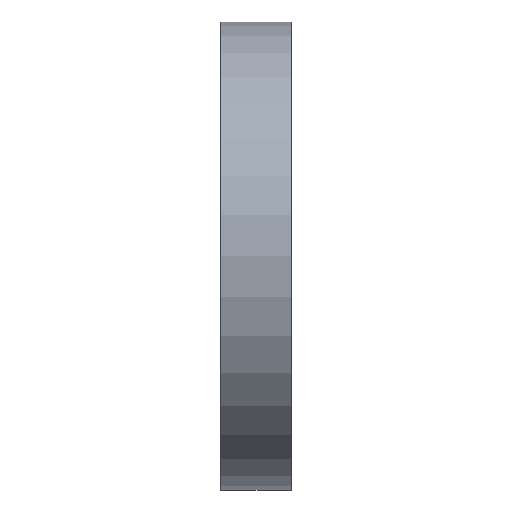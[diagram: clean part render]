
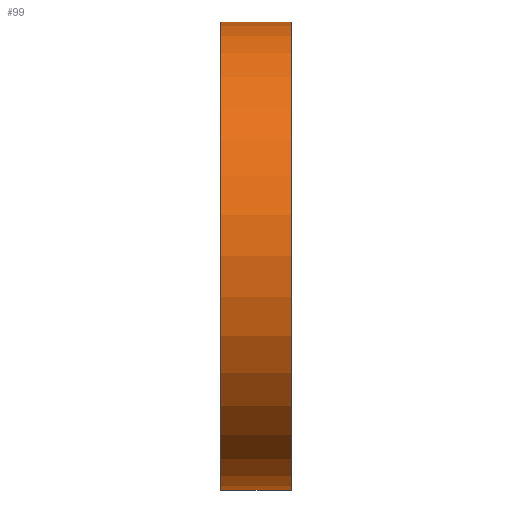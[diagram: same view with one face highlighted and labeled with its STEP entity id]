
A CAD part, left-side view. The second image highlights one B-rep face of the part: STEP entity #99.
In plain terms, the highlighted cylindrical face has radius 10 mm (diameter 20 mm), a partial arc.
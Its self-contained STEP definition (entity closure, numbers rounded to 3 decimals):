
#16 = EDGE_CURVE ( 'NONE', #144, #407, #190, .T. ) ;
#43 = CARTESIAN_POINT ( 'NONE',  ( 0., 0., -10. ) ) ;
#60 = CARTESIAN_POINT ( 'NONE',  ( 0., 3., 0. ) ) ;
#72 = CIRCLE ( 'NONE', #169, 10. ) ;
#91 = CYLINDRICAL_SURFACE ( 'NONE', #693, 10. ) ;
#94 = CARTESIAN_POINT ( 'NONE',  ( 0., 3., 0. ) ) ;
#97 = DIRECTION ( 'NONE',  ( 0., -1., 0. ) ) ;
#99 = ADVANCED_FACE ( 'NONE', ( #288 ), #91, .T. ) ;
#109 = CARTESIAN_POINT ( 'NONE',  ( 0., 3., -10. ) ) ;
#111 = VECTOR ( 'NONE', #97, 1000. ) ;
#127 = CARTESIAN_POINT ( 'NONE',  ( 0., 0., 10. ) ) ;
#141 = DIRECTION ( 'NONE',  ( 0., -1., 0. ) ) ;
#144 = VERTEX_POINT ( 'NONE', #427 ) ;
#169 = AXIS2_PLACEMENT_3D ( 'NONE', #392, #457, #622 ) ;
#183 = VERTEX_POINT ( 'NONE', #43 ) ;
#190 = LINE ( 'NONE', #422, #111 ) ;
#196 = ORIENTED_EDGE ( 'NONE', *, *, #682, .T. ) ;
#240 = ORIENTED_EDGE ( 'NONE', *, *, #16, .F. ) ;
#243 = ORIENTED_EDGE ( 'NONE', *, *, #350, .F. ) ;
#244 = EDGE_CURVE ( 'NONE', #698, #183, #670, .T. ) ;
#268 = CARTESIAN_POINT ( 'NONE',  ( 0., 3., -10. ) ) ;
#288 = FACE_OUTER_BOUND ( 'NONE', #641, .T. ) ;
#350 = EDGE_CURVE ( 'NONE', #698, #144, #640, .T. ) ;
#380 = DIRECTION ( 'NONE',  ( 0., 0., -1. ) ) ;
#392 = CARTESIAN_POINT ( 'NONE',  ( 0., 0., 0. ) ) ;
#407 = VERTEX_POINT ( 'NONE', #127 ) ;
#414 = AXIS2_PLACEMENT_3D ( 'NONE', #60, #753, #455 ) ;
#422 = CARTESIAN_POINT ( 'NONE',  ( 0., 3., 10. ) ) ;
#427 = CARTESIAN_POINT ( 'NONE',  ( 0., 3., 10. ) ) ;
#455 = DIRECTION ( 'NONE',  ( 0., 0., 1. ) ) ;
#457 = DIRECTION ( 'NONE',  ( 0., 1., 0. ) ) ;
#495 = VECTOR ( 'NONE', #504, 1000. ) ;
#504 = DIRECTION ( 'NONE',  ( 0., -1., 0. ) ) ;
#622 = DIRECTION ( 'NONE',  ( 0., 0., 1. ) ) ;
#640 = CIRCLE ( 'NONE', #414, 10. ) ;
#641 = EDGE_LOOP ( 'NONE', ( #240, #243, #647, #196 ) ) ;
#647 = ORIENTED_EDGE ( 'NONE', *, *, #244, .T. ) ;
#670 = LINE ( 'NONE', #268, #495 ) ;
#682 = EDGE_CURVE ( 'NONE', #183, #407, #72, .T. ) ;
#693 = AXIS2_PLACEMENT_3D ( 'NONE', #94, #141, #380 ) ;
#698 = VERTEX_POINT ( 'NONE', #109 ) ;
#753 = DIRECTION ( 'NONE',  ( 0., 1., 0. ) ) ;
